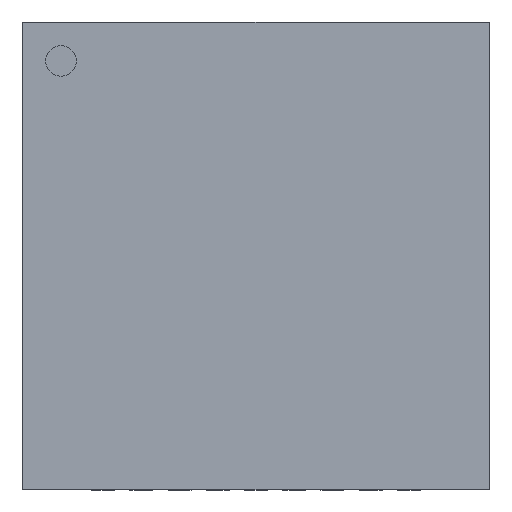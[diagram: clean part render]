
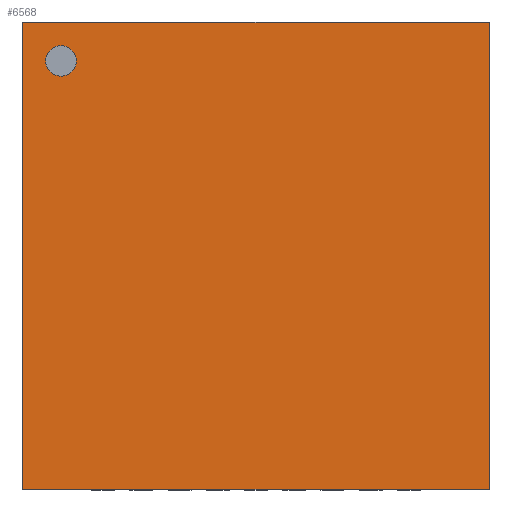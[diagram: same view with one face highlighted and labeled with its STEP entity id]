
A CAD part, top view. The second image highlights one B-rep face of the part: STEP entity #6568.
In plain terms, the highlighted planar face has unit normal (0, 0, 1).
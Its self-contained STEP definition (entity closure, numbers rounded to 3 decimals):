
#105 = VERTEX_POINT ( 'NONE', #176 ) ;
#162 = AXIS2_PLACEMENT_3D ( 'NONE', #2313, #2286, #2258 ) ;
#176 = CARTESIAN_POINT ( 'NONE',  ( -2.75, 2.55, 0.8 ) ) ;
#565 = VECTOR ( 'NONE', #7136, 1000. ) ;
#622 = VERTEX_POINT ( 'NONE', #9399 ) ;
#675 = EDGE_CURVE ( 'NONE', #783, #7837, #6596, .T. ) ;
#763 = AXIS2_PLACEMENT_3D ( 'NONE', #7335, #2743, #8131 ) ;
#783 = VERTEX_POINT ( 'NONE', #1685 ) ;
#858 = EDGE_CURVE ( 'NONE', #3228, #105, #7179, .T. ) ;
#1462 = CARTESIAN_POINT ( 'NONE',  ( -2.55, 2.55, 0.8 ) ) ;
#1685 = CARTESIAN_POINT ( 'NONE',  ( -3.05, 3.05, 0.8 ) ) ;
#1796 = DIRECTION ( 'NONE',  ( 0., -1., 0. ) ) ;
#1895 = EDGE_CURVE ( 'NONE', #7837, #622, #2957, .T. ) ;
#2258 = DIRECTION ( 'NONE',  ( 1., 0., 0. ) ) ;
#2267 = ORIENTED_EDGE ( 'NONE', *, *, #675, .F. ) ;
#2274 = CARTESIAN_POINT ( 'NONE',  ( 3.05, 3.05, 0.8 ) ) ;
#2286 = DIRECTION ( 'NONE',  ( 0., 0., 1. ) ) ;
#2313 = CARTESIAN_POINT ( 'NONE',  ( -3.05, 3.05, 0.8 ) ) ;
#2487 = DIRECTION ( 'NONE',  ( 1., 0., 0. ) ) ;
#2609 = LINE ( 'NONE', #7424, #565 ) ;
#2743 = DIRECTION ( 'NONE',  ( 0., 0., -1. ) ) ;
#2790 = PLANE ( 'NONE',  #162 ) ;
#2826 = VECTOR ( 'NONE', #1796, 1000. ) ;
#2957 = LINE ( 'NONE', #2274, #2826 ) ;
#2986 = EDGE_LOOP ( 'NONE', ( #5537, #4334, #2267, #6900 ) ) ;
#3081 = FACE_BOUND ( 'NONE', #7374, .T. ) ;
#3228 = VERTEX_POINT ( 'NONE', #7654 ) ;
#3230 = ORIENTED_EDGE ( 'NONE', *, *, #858, .T. ) ;
#3604 = VERTEX_POINT ( 'NONE', #8245 ) ;
#4334 = ORIENTED_EDGE ( 'NONE', *, *, #1895, .F. ) ;
#4400 = DIRECTION ( 'NONE',  ( 0., 1., 0. ) ) ;
#4997 = CARTESIAN_POINT ( 'NONE',  ( -3.05, -3.05, 0.8 ) ) ;
#5004 = VECTOR ( 'NONE', #4400, 1000. ) ;
#5067 = ORIENTED_EDGE ( 'NONE', *, *, #8889, .T. ) ;
#5537 = ORIENTED_EDGE ( 'NONE', *, *, #6005, .F. ) ;
#6005 = EDGE_CURVE ( 'NONE', #622, #3604, #2609, .T. ) ;
#6085 = CIRCLE ( 'NONE', #763, 0.2 ) ;
#6212 = DIRECTION ( 'NONE',  ( 1., 0., 0. ) ) ;
#6314 = DIRECTION ( 'NONE',  ( 0., 0., -1. ) ) ;
#6482 = EDGE_CURVE ( 'NONE', #3604, #783, #7272, .T. ) ;
#6568 = ADVANCED_FACE ( 'NONE', ( #9188, #3081 ), #2790, .T. ) ;
#6580 = CARTESIAN_POINT ( 'NONE',  ( 3.05, 3.05, 0.8 ) ) ;
#6596 = LINE ( 'NONE', #7872, #6945 ) ;
#6900 = ORIENTED_EDGE ( 'NONE', *, *, #6482, .F. ) ;
#6945 = VECTOR ( 'NONE', #2487, 1000. ) ;
#7136 = DIRECTION ( 'NONE',  ( -1., 0., 0. ) ) ;
#7179 = CIRCLE ( 'NONE', #9015, 0.2 ) ;
#7272 = LINE ( 'NONE', #4997, #5004 ) ;
#7335 = CARTESIAN_POINT ( 'NONE',  ( -2.55, 2.55, 0.8 ) ) ;
#7374 = EDGE_LOOP ( 'NONE', ( #3230, #5067 ) ) ;
#7424 = CARTESIAN_POINT ( 'NONE',  ( 3.05, -3.05, 0.8 ) ) ;
#7654 = CARTESIAN_POINT ( 'NONE',  ( -2.35, 2.55, 0.8 ) ) ;
#7837 = VERTEX_POINT ( 'NONE', #6580 ) ;
#7872 = CARTESIAN_POINT ( 'NONE',  ( -3.05, 3.05, 0.8 ) ) ;
#8131 = DIRECTION ( 'NONE',  ( 1., 0., 0. ) ) ;
#8245 = CARTESIAN_POINT ( 'NONE',  ( -3.05, -3.05, 0.8 ) ) ;
#8889 = EDGE_CURVE ( 'NONE', #105, #3228, #6085, .T. ) ;
#9015 = AXIS2_PLACEMENT_3D ( 'NONE', #1462, #6314, #6212 ) ;
#9188 = FACE_OUTER_BOUND ( 'NONE', #2986, .T. ) ;
#9399 = CARTESIAN_POINT ( 'NONE',  ( 3.05, -3.05, 0.8 ) ) ;
